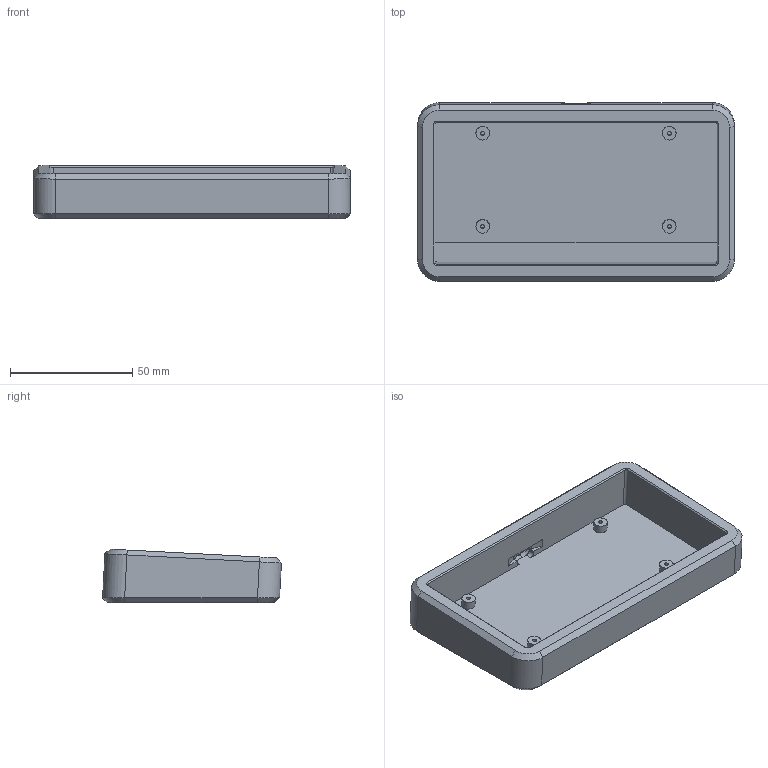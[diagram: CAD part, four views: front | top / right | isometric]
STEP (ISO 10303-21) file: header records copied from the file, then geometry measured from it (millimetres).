
FILE_DESCRIPTION(/* description */ (''),/* implementation_level */ '2;1');
FILE_NAME(/* name */ 'MasoCase.step',/* time_stamp */ '2023-07-27T10:42:11-05:00',/* author */ (''),/* organization */ (''),/* preprocessor_version */ 'ST-DEVELOPER v19.2',/* originating_system */ 'Autodesk Translation Framework v12.6.0.85',/* authorisation */ '');
FILE_SCHEMA (('AUTOMOTIVE_DESIGN { 1 0 10303 214 3 1 1 }'));
Length unit declared in the file: millimetre
Products named in the file (1): Suffer_MFR2_v3
Bounding box: 129.3 x 73 x 21.92 mm (x, y, z)
Volume: 63956.6 mm3; surface area: 32004.3 mm2
Topology: 1 solids, 1 shells, 96 faces, 226 edges, 140 vertices
Faces by surface type: plane 48, cylinder 26, cone 12, bspline 10
Full cylindrical faces by diameter (mm): 1.6 x4, 5.5 x4
Entity records: 2936 total; most frequent: CARTESIAN_POINT 737, ORIENTED_EDGE 452, DIRECTION 438, EDGE_CURVE 226, AXIS2_PLACEMENT_3D 149, LINE 140, VECTOR 140, VERTEX_POINT 140
